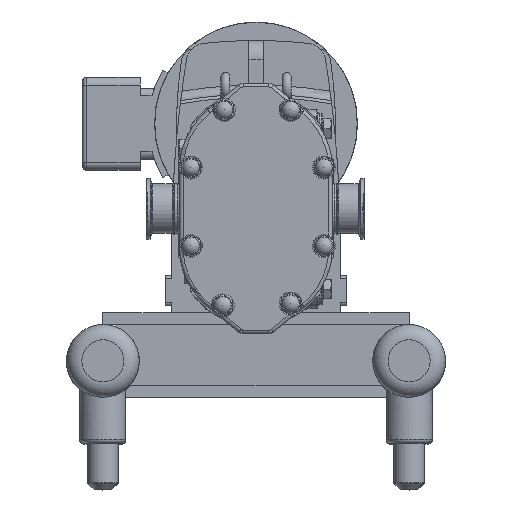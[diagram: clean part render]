
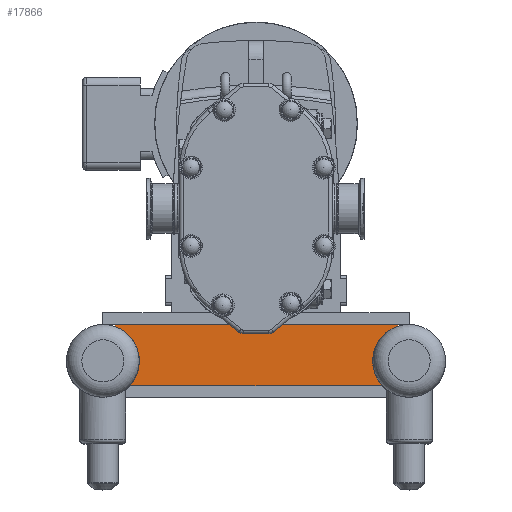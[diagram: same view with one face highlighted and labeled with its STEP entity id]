
A CAD part, top view. The second image highlights one B-rep face of the part: STEP entity #17866.
In plain terms, the highlighted planar face has unit normal (0, 0, 1).
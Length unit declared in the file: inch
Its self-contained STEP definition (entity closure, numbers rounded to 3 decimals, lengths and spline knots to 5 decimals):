
#924=CIRCLE('',#18978,1.19);
#925=CIRCLE('',#18979,1.19);
#2263=FACE_OUTER_BOUND('',#3297,.T.);
#3297=EDGE_LOOP('',(#11937,#11938,#11939,#11940,#11941,#11942));
#4428=LINE('',#26862,#5775);
#4432=LINE('',#26875,#5779);
#4433=LINE('',#26879,#5780);
#4434=LINE('',#26882,#5781);
#5775=VECTOR('',#21218,0.3937);
#5779=VECTOR('',#21226,0.3937);
#5780=VECTOR('',#21229,0.3937);
#5781=VECTOR('',#21232,0.3937);
#7155=VERTEX_POINT('',#26855);
#7157=VERTEX_POINT('',#26860);
#7161=VERTEX_POINT('',#26874);
#7162=VERTEX_POINT('',#26876);
#7163=VERTEX_POINT('',#26878);
#7164=VERTEX_POINT('',#26880);
#9049=EDGE_CURVE('',#7155,#7157,#4428,.T.);
#9054=EDGE_CURVE('',#7157,#7161,#4432,.T.);
#9055=EDGE_CURVE('',#7161,#7162,#924,.T.);
#9056=EDGE_CURVE('',#7162,#7163,#4433,.T.);
#9057=EDGE_CURVE('',#7163,#7164,#925,.T.);
#9058=EDGE_CURVE('',#7164,#7155,#4434,.T.);
#11937=ORIENTED_EDGE('',*,*,#9049,.T.);
#11938=ORIENTED_EDGE('',*,*,#9054,.T.);
#11939=ORIENTED_EDGE('',*,*,#9055,.T.);
#11940=ORIENTED_EDGE('',*,*,#9056,.T.);
#11941=ORIENTED_EDGE('',*,*,#9057,.T.);
#11942=ORIENTED_EDGE('',*,*,#9058,.T.);
#17337=PLANE('',#18977);
#17866=ADVANCED_FACE('',(#2263),#17337,.T.);
#18977=AXIS2_PLACEMENT_3D('',#26873,#21224,#21225);
#18978=AXIS2_PLACEMENT_3D('',#26877,#21227,#21228);
#18979=AXIS2_PLACEMENT_3D('',#26881,#21230,#21231);
#21218=DIRECTION('',(-1.,0.,0.));
#21224=DIRECTION('center_axis',(0.,0.,
1.));
#21225=DIRECTION('ref_axis',(1.,0.,0.));
#21226=DIRECTION('',(0.,-1.,0.));
#21227=DIRECTION('center_axis',(0.,0.,
-1.));
#21228=DIRECTION('ref_axis',(0.733,-0.681,0.));
#21229=DIRECTION('',(1.,0.,0.));
#21230=DIRECTION('center_axis',(0.,0.,
-1.));
#21231=DIRECTION('ref_axis',(-0.311,0.95,0.));
#21232=DIRECTION('',(0.,1.,0.));
#26855=CARTESIAN_POINT('',(4.63,-3.7815,-5.375));
#26860=CARTESIAN_POINT('',(-4.62,-3.7815,-5.375));
#26862=CARTESIAN_POINT('',(0.00161,-3.7815,-5.375));
#26873=CARTESIAN_POINT('Origin',(0.00321,-4.71672,
-5.375));
#26874=CARTESIAN_POINT('',(-4.62,-3.8413,-5.375));
#26875=CARTESIAN_POINT('',(-4.62,-3.8413,-5.375));
#26876=CARTESIAN_POINT('',(-4.12822,-5.779,-5.375));
#26877=CARTESIAN_POINT('Origin',(-5.,-4.969,-5.375));
#26878=CARTESIAN_POINT('',(4.12822,-5.779,-5.375));
#26879=CARTESIAN_POINT('',(4.12822,-5.779,-5.375));
#26880=CARTESIAN_POINT('',(4.63,-3.83798,-5.375));
#26881=CARTESIAN_POINT('Origin',(5.,-4.969,-5.375));
#26882=CARTESIAN_POINT('',(4.63,-3.779,-5.375));
